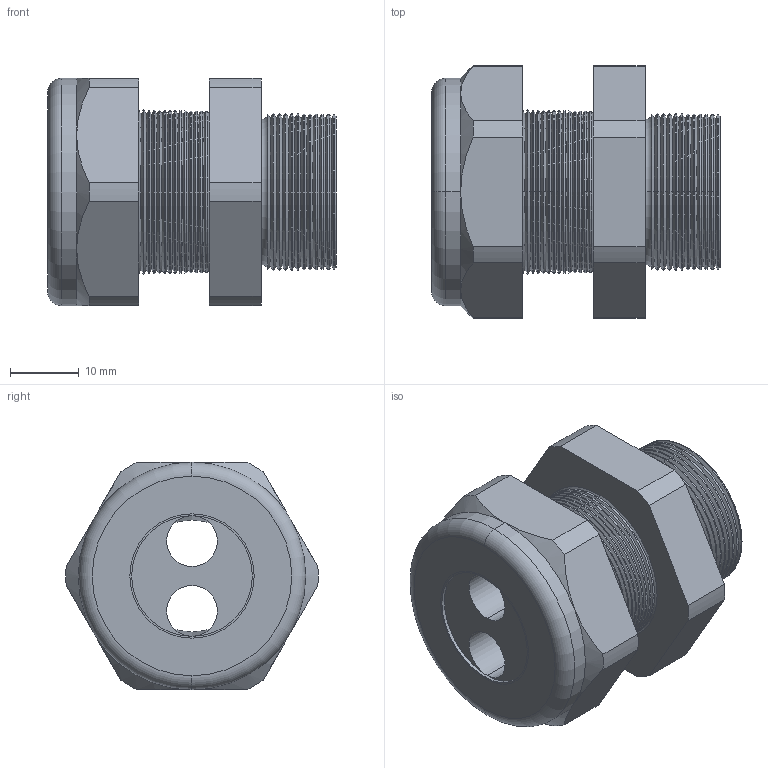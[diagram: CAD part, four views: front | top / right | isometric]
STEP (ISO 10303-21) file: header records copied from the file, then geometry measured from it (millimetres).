
FILE_DESCRIPTION (( 'STEP AP203' ), '1' );
FILE_NAME ('CD25M9-GY.STEP', '2008-11-25T06:49:18', ( 'bay06' ), ( '' ), 'SwSTEP 2.0', 'SolidWorks 2007', '' );
FILE_SCHEMA (( 'CONFIG_CONTROL_DESIGN' ));
Length unit declared in the file: inch
Products named in the file (1): CD25M9-GY
Bounding box: 41.91 x 36.64 x 33.02 mm (x, y, z)
Volume: 18802.3 mm3; surface area: 10897.8 mm2
Topology: 2 solids, 2 shells, 210 faces, 442 edges, 240 vertices
Faces by surface type: cone 160, cylinder 24, plane 20, torus 6
Entity records: 5649 total; most frequent: DIRECTION 1074, CARTESIAN_POINT 981, ORIENTED_EDGE 884, EDGE_CURVE 442, AXIS2_PLACEMENT_3D 433, VERTEX_POINT 240, CIRCLE 222, EDGE_LOOP 220
